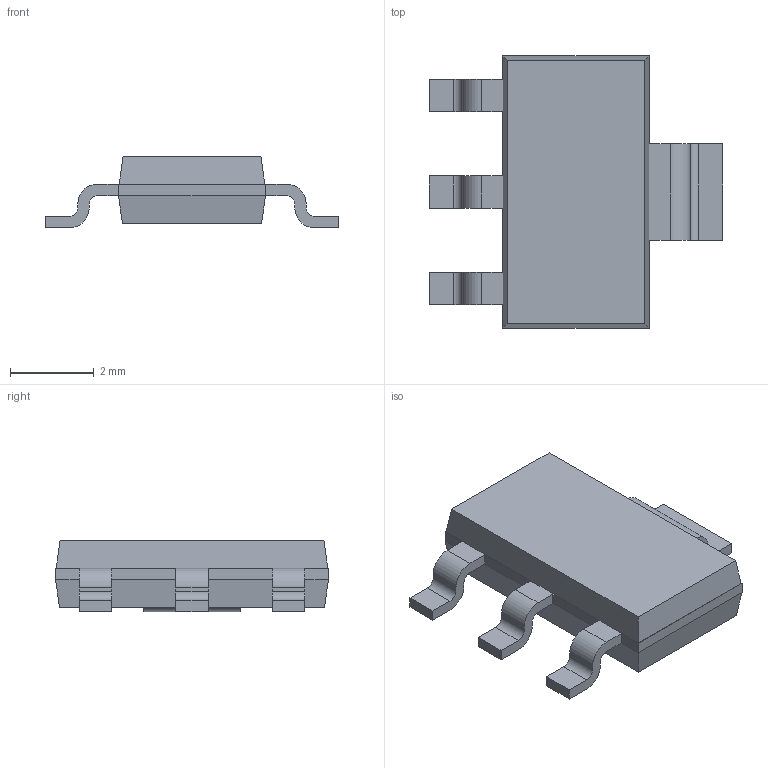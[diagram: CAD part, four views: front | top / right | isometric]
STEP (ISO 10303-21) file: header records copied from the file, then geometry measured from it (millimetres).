
FILE_DESCRIPTION(/* description */ ('model of SOT-223'),/* implementation_level */ '2;1');
FILE_NAME(/* name */ 'SOT-223.step',/* time_stamp */ '2017-12-18T01:05:01',/* author */ ('kicad StepUp','ksu'),/* organization */ ('FreeCAD'),/* preprocessor_version */ 'OCC',/* originating_system */ 'kicad StepUp',/* authorisation */ '');
FILE_SCHEMA(('AUTOMOTIVE_DESIGN { 1 0 10303 214 1 1 1 1 }'));
Length unit declared in the file: millimetre
Products named in the file (1): SOT_223
Bounding box: 7 x 6.5 x 1.7 mm (x, y, z)
Volume: 37.7 mm3; surface area: 98.8 mm2
Topology: 1 solids, 1 shells, 78 faces, 200 edges, 124 vertices
Faces by surface type: plane 46, bspline 16, cylinder 16
Entity records: 1535 total; most frequent: ORIENTED_EDGE 328, EDGE_CURVE 200, CARTESIAN_POINT 176, VERTEX_POINT 124, LINE 124, AXIS2_PLACEMENT_3D 83, ADVANCED_FACE 78, FACE_BOUND 78
